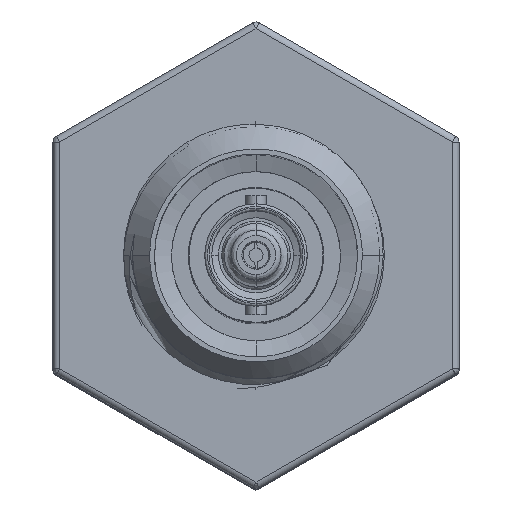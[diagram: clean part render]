
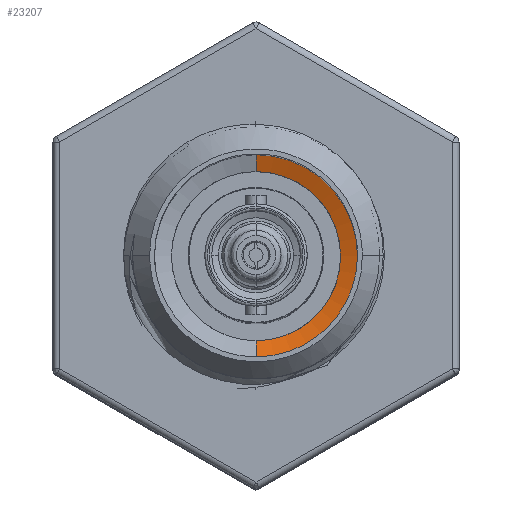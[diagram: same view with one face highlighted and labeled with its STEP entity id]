
A CAD part, top view. The second image highlights one B-rep face of the part: STEP entity #23207.
In plain terms, the highlighted conical face has half-angle 70 degrees and reference radius 9.525 mm.
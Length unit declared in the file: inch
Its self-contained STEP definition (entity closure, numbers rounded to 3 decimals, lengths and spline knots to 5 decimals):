
#3460 = AXIS2_PLACEMENT_3D ( 'NONE', #9979, #9978, #9977 ) ;
#4222 = CIRCLE ( 'NONE', #3460, 0.375 ) ;
#4835 = CONICAL_SURFACE ( 'NONE', #22778, 0.375, 1.222 ) ;
#4838 = FACE_OUTER_BOUND ( 'NONE', #16289, .T. ) ;
#5025 = EDGE_CURVE ( 'NONE', #13401, #13454, #4222, .T. ) ;
#5296 = EDGE_CURVE ( 'NONE', #13445, #13424, #19325, .T. ) ;
#9977 = DIRECTION ( 'NONE',  ( 1., 0., 0. ) ) ;
#9978 = DIRECTION ( 'NONE',  ( 0., 0., 1. ) ) ;
#9979 = CARTESIAN_POINT ( 'NONE',  ( 0., 0., 0.49 ) ) ;
#10212 = CARTESIAN_POINT ( 'NONE',  ( 0., -0.375, 0.49 ) ) ;
#10213 = DIRECTION ( 'NONE',  ( 0., -0.94, 0.342 ) ) ;
#10214 = CARTESIAN_POINT ( 'NONE',  ( 0., 0., 0.46725 ) ) ;
#10215 = DIRECTION ( 'NONE',  ( 0., 0., 1. ) ) ;
#10216 = DIRECTION ( 'NONE',  ( 1., 0., 0. ) ) ;
#10217 = DIRECTION ( 'NONE',  ( 0., 0.94, 0.342 ) ) ;
#10221 = CARTESIAN_POINT ( 'NONE',  ( 0., 0.375, 0.49 ) ) ;
#10241 = CARTESIAN_POINT ( 'NONE',  ( 0., 0., 0.49 ) ) ;
#10242 = DIRECTION ( 'NONE',  ( 0., 0., 1. ) ) ;
#10243 = DIRECTION ( 'NONE',  ( 1., 0., 0. ) ) ;
#11849 = ORIENTED_EDGE ( 'NONE', *, *, #22977, .F. ) ;
#11851 = ORIENTED_EDGE ( 'NONE', *, *, #5296, .F. ) ;
#11852 = ORIENTED_EDGE ( 'NONE', *, *, #22973, .F. ) ;
#11854 = ORIENTED_EDGE ( 'NONE', *, *, #22975, .T. ) ;
#11856 = ORIENTED_EDGE ( 'NONE', *, *, #22983, .T. ) ;
#11858 = ORIENTED_EDGE ( 'NONE', *, *, #5025, .T. ) ;
#12260 = CARTESIAN_POINT ( 'NONE',  ( 0.375, 0., 0.49 ) ) ;
#12273 = CARTESIAN_POINT ( 'NONE',  ( 0., -0.375, 0.49 ) ) ;
#12282 = CARTESIAN_POINT ( 'NONE',  ( 0., 0.3125, 0.46725 ) ) ;
#12299 = CARTESIAN_POINT ( 'NONE',  ( 0.3125, 0., 0.46725 ) ) ;
#12308 = CARTESIAN_POINT ( 'NONE',  ( 0., -0.3125, 0.46725 ) ) ;
#12310 = CARTESIAN_POINT ( 'NONE',  ( 0., 0.375, 0.49 ) ) ;
#13401 = VERTEX_POINT ( 'NONE', #12260 ) ;
#13415 = VERTEX_POINT ( 'NONE', #12273 ) ;
#13424 = VERTEX_POINT ( 'NONE', #12282 ) ;
#13445 = VERTEX_POINT ( 'NONE', #12299 ) ;
#13452 = VERTEX_POINT ( 'NONE', #12308 ) ;
#13454 = VERTEX_POINT ( 'NONE', #12310 ) ;
#16289 = EDGE_LOOP ( 'NONE', ( #11849, #11851, #11852, #11854, #11856, #11858 ) ) ;
#19325 = CIRCLE ( 'NONE', #25310, 0.3125 ) ;
#21021 = CARTESIAN_POINT ( 'NONE',  ( 0., 0., 0.46725 ) ) ;
#21022 = DIRECTION ( 'NONE',  ( 0., 0., 1. ) ) ;
#21023 = DIRECTION ( 'NONE',  ( 1., 0., 0. ) ) ;
#22778 = AXIS2_PLACEMENT_3D ( 'NONE', #25647, #25631, #25630 ) ;
#22973 = EDGE_CURVE ( 'NONE', #13452, #13445, #27912, .T. ) ;
#22975 = EDGE_CURVE ( 'NONE', #13452, #13415, #27904, .T. ) ;
#22977 = EDGE_CURVE ( 'NONE', #13424, #13454, #27924, .T. ) ;
#22983 = EDGE_CURVE ( 'NONE', #13415, #13401, #27892, .T. ) ;
#23207 = ADVANCED_FACE ( 'NONE', ( #4838 ), #4835, .F. ) ;
#25310 = AXIS2_PLACEMENT_3D ( 'NONE', #21021, #21022, #21023 ) ;
#25405 = AXIS2_PLACEMENT_3D ( 'NONE', #10214, #10215, #10216 ) ;
#25411 = AXIS2_PLACEMENT_3D ( 'NONE', #10241, #10242, #10243 ) ;
#25630 = DIRECTION ( 'NONE',  ( 0., -1., 0. ) ) ;
#25631 = DIRECTION ( 'NONE',  ( 0., 0., 1. ) ) ;
#25647 = CARTESIAN_POINT ( 'NONE',  ( 0., 0., 0.49 ) ) ;
#27892 = CIRCLE ( 'NONE', #25411, 0.375 ) ;
#27899 = VECTOR ( 'NONE', #10217, 39.37008 ) ;
#27902 = VECTOR ( 'NONE', #10213, 39.37008 ) ;
#27904 = LINE ( 'NONE', #10212, #27902 ) ;
#27912 = CIRCLE ( 'NONE', #25405, 0.3125 ) ;
#27924 = LINE ( 'NONE', #10221, #27899 ) ;
